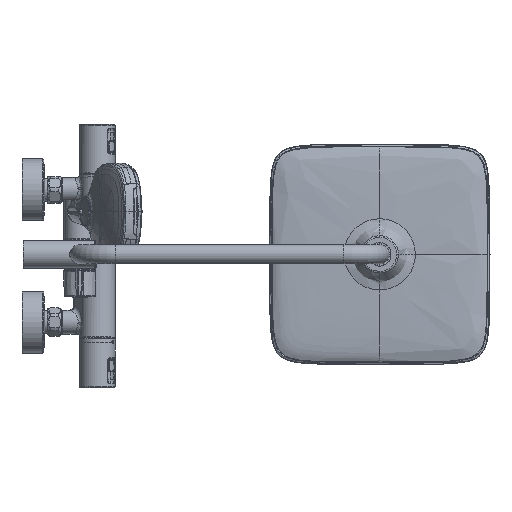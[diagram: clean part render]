
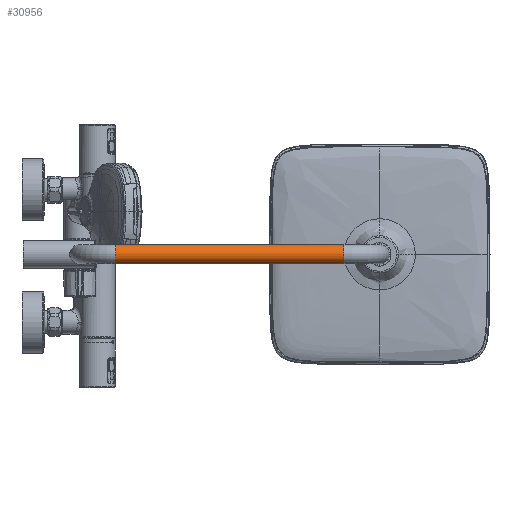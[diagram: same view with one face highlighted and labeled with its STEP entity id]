
A CAD part, top view. The second image highlights one B-rep face of the part: STEP entity #30956.
In plain terms, the highlighted cylindrical face has radius 11 mm (diameter 22 mm), a full revolution.
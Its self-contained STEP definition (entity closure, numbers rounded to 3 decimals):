
#9242=ORIENTED_EDGE('',*,*,#15462,.T.);
#9243=ORIENTED_EDGE('',*,*,#15463,.F.);
#15462=EDGE_CURVE('',#20128,#20128,#23276,.F.);
#15463=EDGE_CURVE('',#20129,#20129,#23277,.F.);
#20128=VERTEX_POINT('',#65704);
#20129=VERTEX_POINT('',#65707);
#23276=CIRCLE('',#40036,11.);
#23277=CIRCLE('',#40038,11.);
#24634=EDGE_LOOP('',(#9242));
#24635=EDGE_LOOP('',(#9243));
#27743=FACE_BOUND('',#24634,.T.);
#27744=FACE_BOUND('',#24635,.T.);
#30081=CYLINDRICAL_SURFACE('',#40037,11.);
#30956=ADVANCED_FACE('',(#27743,#27744),#30081,.T.);
#40036=AXIS2_PLACEMENT_3D('',#65703,#43066,#43067);
#40037=AXIS2_PLACEMENT_3D('',#65705,#43068,#43069);
#40038=AXIS2_PLACEMENT_3D('',#65706,#43070,#43071);
#43066=DIRECTION('',(1.,0.,0.));
#43067=DIRECTION('',(0.,0.,1.));
#43068=DIRECTION('',(1.,0.,0.));
#43069=DIRECTION('',(0.,0.,-1.));
#43070=DIRECTION('',(1.,0.,0.));
#43071=DIRECTION('',(0.,0.,1.));
#65703=CARTESIAN_POINT('',(299.5,0.,1096.));
#65704=CARTESIAN_POINT('',(299.5,0.,1107.));
#65705=CARTESIAN_POINT('',(40.5,0.,1096.));
#65706=CARTESIAN_POINT('',(40.5,0.,1096.));
#65707=CARTESIAN_POINT('',(40.5,0.,1107.));
